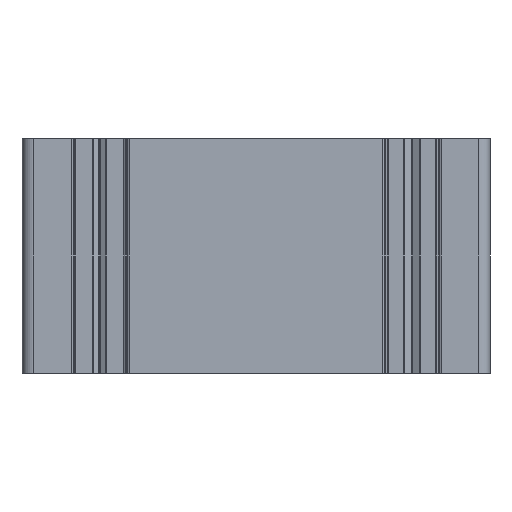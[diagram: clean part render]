
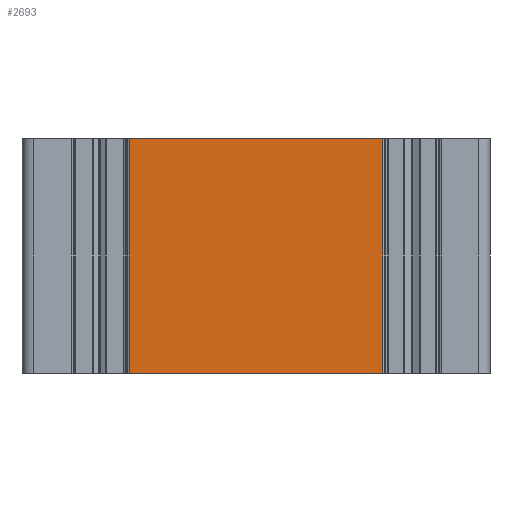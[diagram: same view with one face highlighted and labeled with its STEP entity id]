
A CAD part, left-side view. The second image highlights one B-rep face of the part: STEP entity #2693.
In plain terms, the highlighted planar face has unit normal (-1, 0, 0).
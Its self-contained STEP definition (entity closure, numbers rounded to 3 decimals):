
#109 = ORIENTED_EDGE ( 'NONE', *, *, #2381, .T. ) ;
#311 = CARTESIAN_POINT ( 'NONE',  ( -10., -3.75, 0. ) ) ;
#1092 = DIRECTION ( 'NONE',  ( -1., 0., 0. ) ) ;
#1199 = EDGE_CURVE ( 'NONE', #5111, #7927, #7548, .T. ) ;
#2103 = CARTESIAN_POINT ( 'NONE',  ( -10., -3.75, 0. ) ) ;
#2381 = EDGE_CURVE ( 'NONE', #8728, #5111, #6030, .T. ) ;
#2627 = DIRECTION ( 'NONE',  ( 0., 0., 1. ) ) ;
#2632 = VECTOR ( 'NONE', #6083, 1000. ) ;
#2693 = ADVANCED_FACE ( 'NONE', ( #7032 ), #4674, .T. ) ;
#3325 = EDGE_CURVE ( 'NONE', #8728, #6088, #6896, .T. ) ;
#3445 = VECTOR ( 'NONE', #8670, 1000. ) ;
#4182 = CARTESIAN_POINT ( 'NONE',  ( -10., -3.75, 0. ) ) ;
#4366 = CARTESIAN_POINT ( 'NONE',  ( -10., -36.256, 30. ) ) ;
#4674 = PLANE ( 'NONE',  #5136 ) ;
#5111 = VERTEX_POINT ( 'NONE', #8143 ) ;
#5136 = AXIS2_PLACEMENT_3D ( 'NONE', #5394, #1092, #6839 ) ;
#5260 = EDGE_CURVE ( 'NONE', #6088, #7927, #7235, .T. ) ;
#5394 = CARTESIAN_POINT ( 'NONE',  ( -10., -3.75, 0. ) ) ;
#5771 = ORIENTED_EDGE ( 'NONE', *, *, #3325, .F. ) ;
#6030 = LINE ( 'NONE', #2103, #3445 ) ;
#6083 = DIRECTION ( 'NONE',  ( 0., -1., 0. ) ) ;
#6088 = VERTEX_POINT ( 'NONE', #6448 ) ;
#6132 = ORIENTED_EDGE ( 'NONE', *, *, #1199, .T. ) ;
#6207 = CARTESIAN_POINT ( 'NONE',  ( -10., -36.256, 0. ) ) ;
#6247 = ORIENTED_EDGE ( 'NONE', *, *, #5260, .F. ) ;
#6448 = CARTESIAN_POINT ( 'NONE',  ( -10., -3.75, 30. ) ) ;
#6776 = VECTOR ( 'NONE', #2627, 1000. ) ;
#6839 = DIRECTION ( 'NONE',  ( 0., 0., 1. ) ) ;
#6896 = LINE ( 'NONE', #311, #8248 ) ;
#7032 = FACE_OUTER_BOUND ( 'NONE', #8997, .T. ) ;
#7235 = LINE ( 'NONE', #7554, #2632 ) ;
#7548 = LINE ( 'NONE', #6207, #6776 ) ;
#7554 = CARTESIAN_POINT ( 'NONE',  ( -10., -3.75, 30. ) ) ;
#7927 = VERTEX_POINT ( 'NONE', #4366 ) ;
#8143 = CARTESIAN_POINT ( 'NONE',  ( -10., -36.256, 0. ) ) ;
#8248 = VECTOR ( 'NONE', #8272, 1000. ) ;
#8272 = DIRECTION ( 'NONE',  ( 0., 0., 1. ) ) ;
#8670 = DIRECTION ( 'NONE',  ( 0., -1., 0. ) ) ;
#8728 = VERTEX_POINT ( 'NONE', #4182 ) ;
#8997 = EDGE_LOOP ( 'NONE', ( #6247, #5771, #109, #6132 ) ) ;
